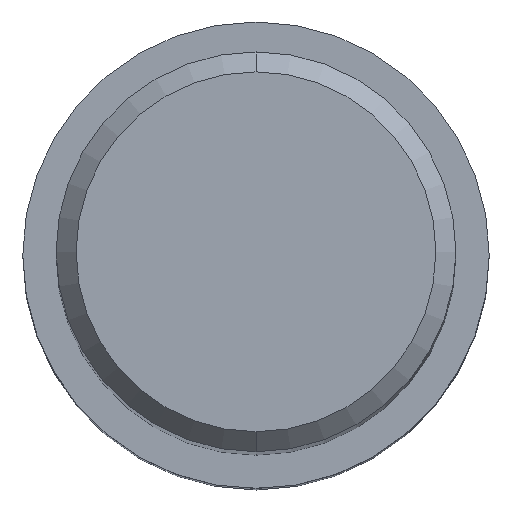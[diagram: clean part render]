
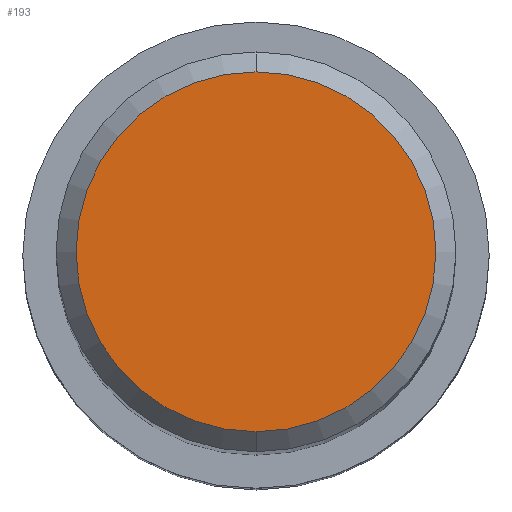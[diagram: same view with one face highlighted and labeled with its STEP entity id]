
A CAD part, top view. The second image highlights one B-rep face of the part: STEP entity #193.
In plain terms, the highlighted planar face has unit normal (0, 0, 1).
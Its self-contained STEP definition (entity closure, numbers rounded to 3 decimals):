
#193=ADVANCED_FACE('',(#468),#469,.T.);
#249=EDGE_CURVE('',#291,#389,#527,.T.);
#291=VERTEX_POINT('',#575);
#367=EDGE_CURVE('',#389,#291,#658,.T.);
#389=VERTEX_POINT('',#682);
#468=FACE_OUTER_BOUND('',#814,.T.);
#469=PLANE('',#815);
#527=CIRCLE('',#1039,5.4);
#575=CARTESIAN_POINT('',(0.0,5.4,0.0));
#658=CIRCLE('',#1283,5.4);
#682=CARTESIAN_POINT('',(0.,-5.4,0.0));
#814=EDGE_LOOP('',(#1413,#1414));
#815=AXIS2_PLACEMENT_3D('',#1415,#1416,#1417);
#1039=AXIS2_PLACEMENT_3D('',#1468,#1469,#1470);
#1283=AXIS2_PLACEMENT_3D('',#1609,#1610,#1611);
#1413=ORIENTED_EDGE('',*,*,#249,.F.);
#1414=ORIENTED_EDGE('',*,*,#367,.F.);
#1415=CARTESIAN_POINT('',(0.0,2.7,0.0));
#1416=DIRECTION('',(-0.0,0.0,1.0));
#1417=DIRECTION('',(0.0,-1.0,0.0));
#1468=CARTESIAN_POINT('',(0.0,0.0,0.0));
#1469=DIRECTION('',(0.0,0.0,-1.0));
#1470=DIRECTION('',(0.0,1.0,0.0));
#1609=CARTESIAN_POINT('',(0.0,0.0,0.0));
#1610=DIRECTION('',(0.0,0.0,-1.0));
#1611=DIRECTION('',(0.0,1.0,0.0));
